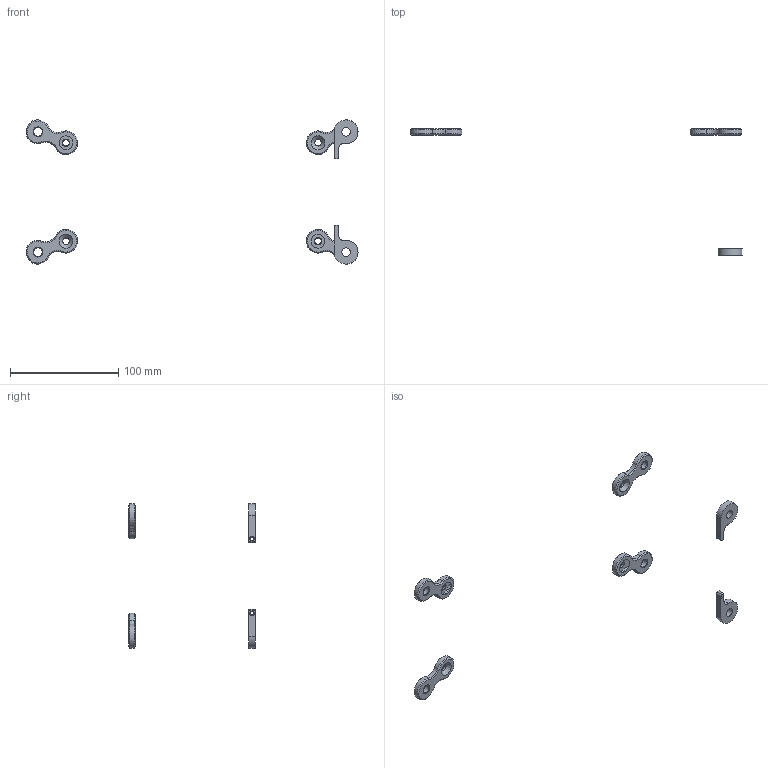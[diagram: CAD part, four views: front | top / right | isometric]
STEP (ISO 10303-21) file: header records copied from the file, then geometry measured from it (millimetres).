
FILE_DESCRIPTION(/* description */ (''),/* implementation_level */ '2;1');
FILE_NAME(/* name */ 'AL Plates.step',/* time_stamp */ '2025-09-22T16:08:02-04:00',/* author */ (''),/* organization */ (''),/* preprocessor_version */ 'ST-DEVELOPER v20.1',/* originating_system */ 'Autodesk Translation Framework v14.17.0.0',/* authorisation */ '');
FILE_SCHEMA (('AUTOMOTIVE_DESIGN { 1 0 10303 214 3 1 1 }'));
Length unit declared in the file: millimetre
Products named in the file (3): AL Plates; ESC thread plates; Spreader plates
Assembly tree (2 placements, depth 2):
  AL Plates
    ESC thread plates
    Spreader plates
Bounding box: 306.78 x 117 x 133.2 mm (x, y, z)
Volume: 22162.8 mm3; surface area: 12799.6 mm2
Topology: 6 solids, 6 shells, 130 faces, 338 edges, 220 vertices
Faces by surface type: cylinder 60, cone 48, plane 18, bspline 4
Full cylindrical faces by diameter (mm): 3.332 x10, 4.109 x10, 6 x4, 8 x6
Entity records: 11945 total; most frequent: CARTESIAN_POINT 8671, ORIENTED_EDGE 676, DIRECTION 656, EDGE_CURVE 338, AXIS2_PLACEMENT_3D 267, VERTEX_POINT 220, EDGE_LOOP 154, CIRCLE 136
